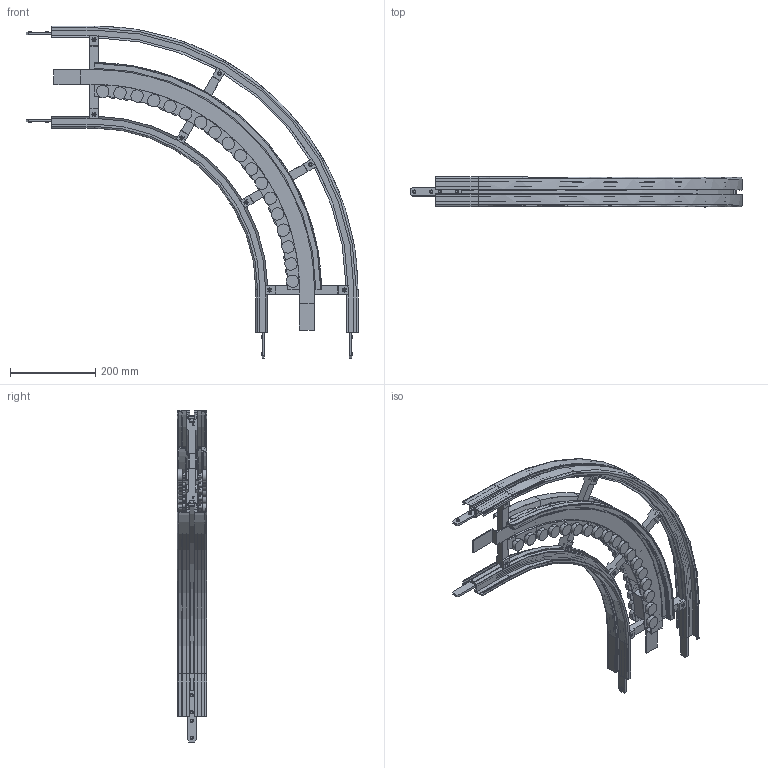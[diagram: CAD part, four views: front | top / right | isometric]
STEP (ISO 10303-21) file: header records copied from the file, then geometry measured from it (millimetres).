
FILE_DESCRIPTION(('STEP AP214'),'1');
FILE_NAME('cctmp_D7B0D477-869B-4FFF-AF8A-16CFDC034511_2022_08_03_10_38_21_0356_8400..stp','2022-08-03T08:38:22',('Bosch Rexroth AG'),('CADClick - www.CADClick.com'),'Spatial InterOp 3D',' ','unknown authorization - (Healing Option Enabled)');
FILE_SCHEMA(('AUTOMOTIVE_DESIGN'));
Length unit declared in the file: millimetre
Products named in the file (7): 2022_08_03_10_38_21_0288
Bounding box: 780 x 69.45 x 780 mm (x, y, z)
Volume: 2690401.4 mm3; surface area: 1187933.3 mm2
Topology: 7 solids, 7 shells, 1666 faces, 4337 edges, 2789 vertices
Faces by surface type: plane 1014, cylinder 544, cone 84, torus 24
Entity records: 64454 total; most frequent: DIRECTION 8986, CARTESIAN_POINT 8913, ORIENTED_EDGE 8666, EDGE_CURVE 4333, AXIS2_PLACEMENT_3D 3040, LINE 2906, VECTOR 2906, VERTEX_POINT 2787
